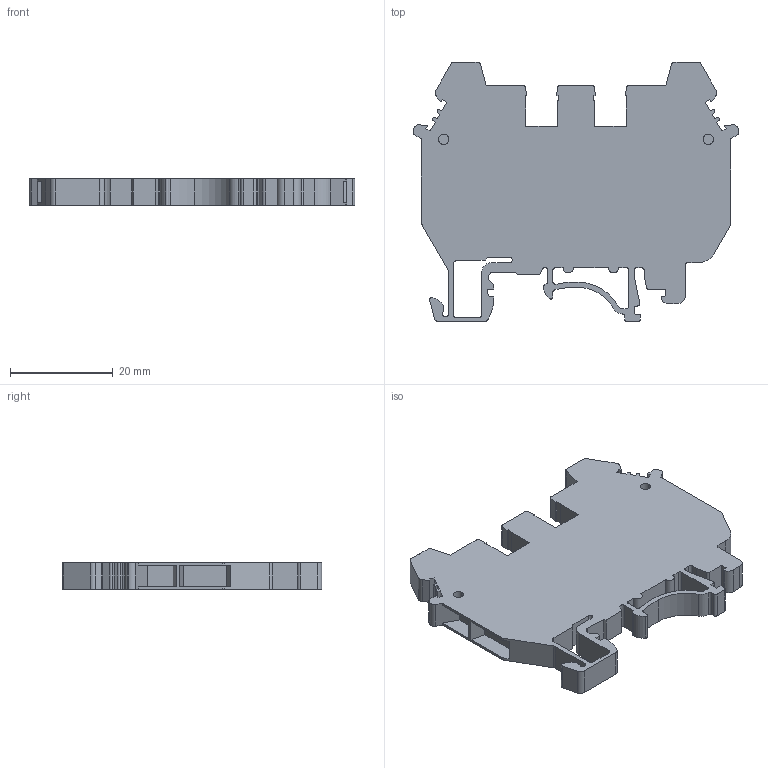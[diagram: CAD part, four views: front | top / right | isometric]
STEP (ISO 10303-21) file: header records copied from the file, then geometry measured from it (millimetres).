
FILE_DESCRIPTION((''),'2;1');
FILE_NAME('12','2022-11-30T',('Administrator'),(''),'PRO/ENGINEER BY PARAMETRIC TECHNOLOGY CORPORATION, 2013230','PRO/ENGINEER BY PARAMETRIC TECHNOLOGY CORPORATION, 2013230','');
FILE_SCHEMA(('AUTOMOTIVE_DESIGN { 1 0 10303 214 1 1 1 1 }'));
Length unit declared in the file: millimetre
Products named in the file (1): 12
Bounding box: 63.43 x 50.5 x 5.2 mm (x, y, z)
Volume: 10338.5 mm3; surface area: 6912.2 mm2
Topology: 1 solids, 1 shells, 230 faces, 666 edges, 444 vertices
Faces by surface type: plane 148, cylinder 82
Entity records: 7657 total; most frequent: CARTESIAN_POINT 1342, ORIENTED_EDGE 1332, DIRECTION 1290, EDGE_CURVE 666, VECTOR 502, LINE 502, VERTEX_POINT 444, AXIS2_PLACEMENT_3D 394
